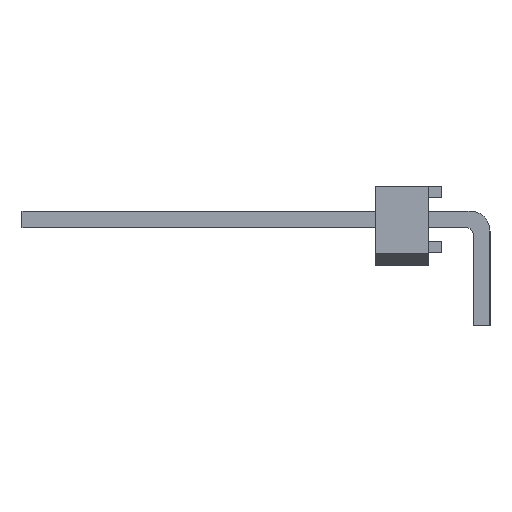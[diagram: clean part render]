
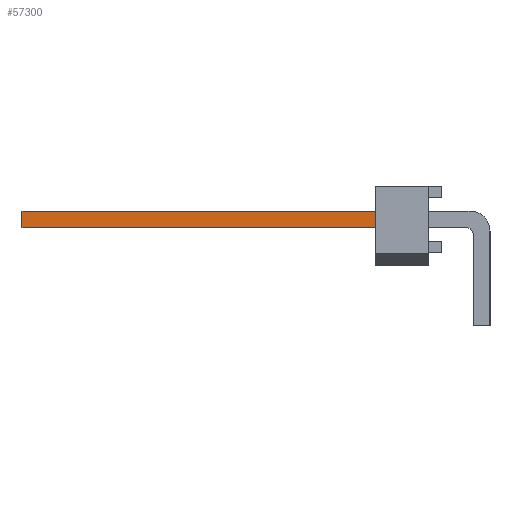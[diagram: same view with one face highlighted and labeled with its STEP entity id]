
A CAD part, left-side view. The second image highlights one B-rep face of the part: STEP entity #57300.
In plain terms, the highlighted face is planar.
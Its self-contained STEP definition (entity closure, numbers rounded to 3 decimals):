
#54919 = VERTEX_POINT('',#54920);
#54920 = CARTESIAN_POINT('',(47.308,17.526,-0.318));
#54926 = EDGE_CURVE('',#54927,#54919,#54929,.T.);
#54927 = VERTEX_POINT('',#54928);
#54928 = CARTESIAN_POINT('',(47.308,2.921,-0.318));
#54929 = LINE('',#54930,#54931);
#54930 = CARTESIAN_POINT('',(47.308,0.445,-0.318));
#54931 = VECTOR('',#54932,1.);
#54932 = DIRECTION('',(0.,1.,0.));
#56439 = VERTEX_POINT('',#56440);
#56440 = CARTESIAN_POINT('',(47.308,2.921,0.318));
#56446 = EDGE_CURVE('',#56447,#56439,#56449,.T.);
#56447 = VERTEX_POINT('',#56448);
#56448 = CARTESIAN_POINT('',(47.308,17.526,0.318));
#56449 = LINE('',#56450,#56451);
#56450 = CARTESIAN_POINT('',(47.308,17.526,0.318));
#56451 = VECTOR('',#56452,1.);
#56452 = DIRECTION('',(0.,-1.,0.));
#57289 = EDGE_CURVE('',#54919,#56447,#57290,.T.);
#57290 = LINE('',#57291,#57292);
#57291 = CARTESIAN_POINT('',(47.308,17.526,-0.318));
#57292 = VECTOR('',#57293,1.);
#57293 = DIRECTION('',(0.,0.,1.));
#57300 = ADVANCED_FACE('',(#57301),#57312,.T.);
#57301 = FACE_BOUND('',#57302,.T.);
#57302 = EDGE_LOOP('',(#57303,#57304,#57310,#57311));
#57303 = ORIENTED_EDGE('',*,*,#56446,.T.);
#57304 = ORIENTED_EDGE('',*,*,#57305,.T.);
#57305 = EDGE_CURVE('',#56439,#54927,#57306,.T.);
#57306 = LINE('',#57307,#57308);
#57307 = CARTESIAN_POINT('',(47.308,2.921,0.445));
#57308 = VECTOR('',#57309,1.);
#57309 = DIRECTION('',(0.,0.,-1.));
#57310 = ORIENTED_EDGE('',*,*,#54926,.T.);
#57311 = ORIENTED_EDGE('',*,*,#57289,.T.);
#57312 = PLANE('',#57313);
#57313 = AXIS2_PLACEMENT_3D('',#57314,#57315,#57316);
#57314 = CARTESIAN_POINT('',(47.308,0.445,0.445));
#57315 = DIRECTION('',(1.,0.,0.));
#57316 = DIRECTION('',(0.,0.,-1.));
